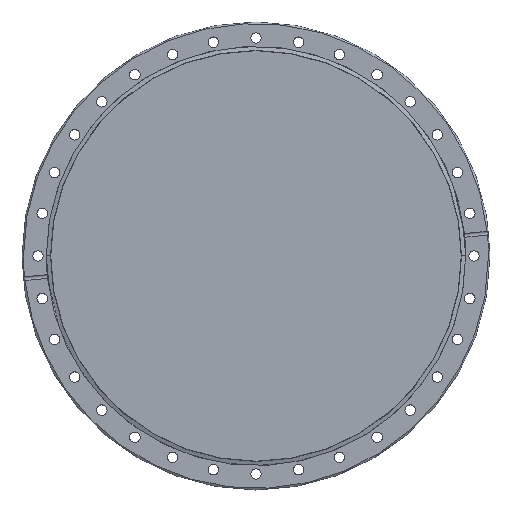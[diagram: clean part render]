
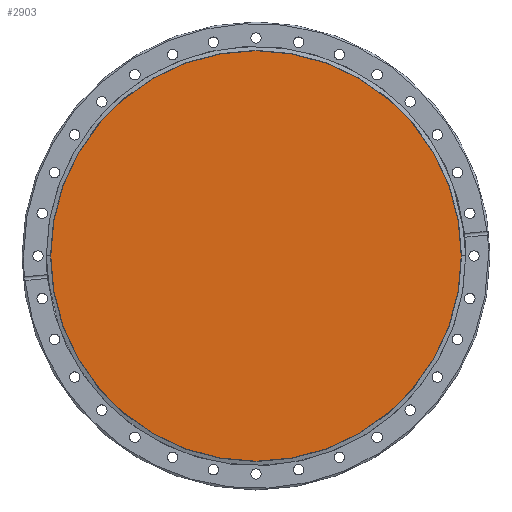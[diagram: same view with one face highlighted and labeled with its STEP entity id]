
A CAD part, top view. The second image highlights one B-rep face of the part: STEP entity #2903.
In plain terms, the highlighted planar face has unit normal (0, 0, 1).
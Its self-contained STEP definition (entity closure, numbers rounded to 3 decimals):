
#225 = EDGE_CURVE ( 'NONE', #2895, #2514, #3595, .T. ) ;
#1010 = CARTESIAN_POINT ( 'NONE',  ( 0., 0., -1.2 ) ) ;
#1344 = DIRECTION ( 'NONE',  ( 1., 0., 0. ) ) ;
#1373 = CIRCLE ( 'NONE', #3768, 133.698 ) ;
#1447 = AXIS2_PLACEMENT_3D ( 'NONE', #4064, #3772, #1918 ) ;
#1481 = AXIS2_PLACEMENT_3D ( 'NONE', #1629, #3876, #1589 ) ;
#1589 = DIRECTION ( 'NONE',  ( 1., 0., 0. ) ) ;
#1629 = CARTESIAN_POINT ( 'NONE',  ( 0., 0., -1.2 ) ) ;
#1807 = ORIENTED_EDGE ( 'NONE', *, *, #3082, .T. ) ;
#1903 = CARTESIAN_POINT ( 'NONE',  ( 133.698, 0., -1.2 ) ) ;
#1918 = DIRECTION ( 'NONE',  ( 1., 0., 0. ) ) ;
#2230 = PLANE ( 'NONE',  #1447 ) ;
#2514 = VERTEX_POINT ( 'NONE', #3909 ) ;
#2895 = VERTEX_POINT ( 'NONE', #1903 ) ;
#2903 = ADVANCED_FACE ( 'NONE', ( #3594 ), #2230, .T. ) ;
#3082 = EDGE_CURVE ( 'NONE', #2514, #2895, #1373, .T. ) ;
#3264 = DIRECTION ( 'NONE',  ( 0., 0., 1. ) ) ;
#3327 = ORIENTED_EDGE ( 'NONE', *, *, #225, .T. ) ;
#3594 = FACE_OUTER_BOUND ( 'NONE', #3699, .T. ) ;
#3595 = CIRCLE ( 'NONE', #1481, 133.698 ) ;
#3699 = EDGE_LOOP ( 'NONE', ( #3327, #1807 ) ) ;
#3768 = AXIS2_PLACEMENT_3D ( 'NONE', #1010, #3264, #1344 ) ;
#3772 = DIRECTION ( 'NONE',  ( 0., 0., 1. ) ) ;
#3876 = DIRECTION ( 'NONE',  ( 0., 0., 1. ) ) ;
#3909 = CARTESIAN_POINT ( 'NONE',  ( -133.698, 0., -1.2 ) ) ;
#4064 = CARTESIAN_POINT ( 'NONE',  ( 0., 0., -1.2 ) ) ;
